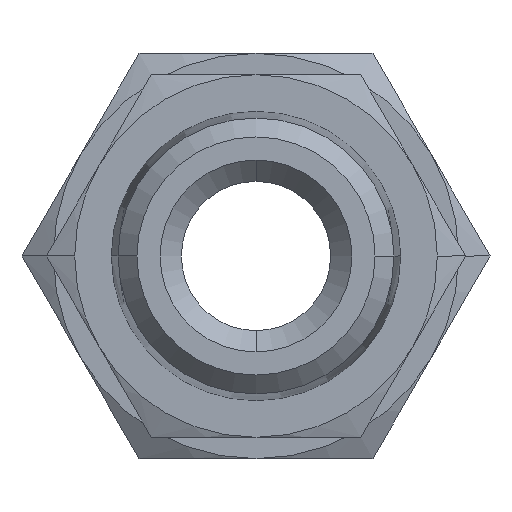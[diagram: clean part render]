
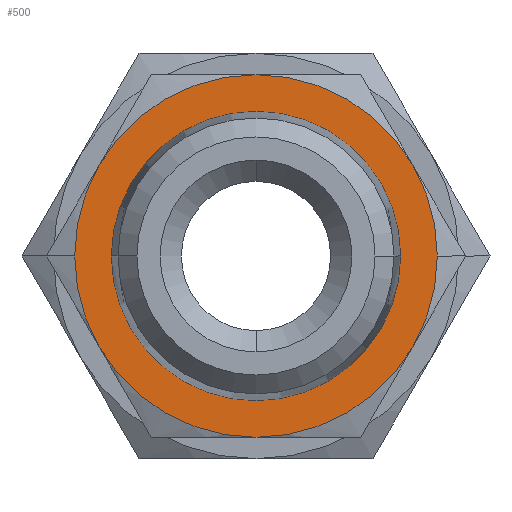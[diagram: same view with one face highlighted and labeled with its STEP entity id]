
A CAD part, front view. The second image highlights one B-rep face of the part: STEP entity #500.
In plain terms, the highlighted planar face has unit normal (0, -1, 0).
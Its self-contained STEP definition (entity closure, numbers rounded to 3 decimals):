
#500=ADVANCED_FACE('',(#1173,#1174),#1175,.F.);
#1173=FACE_OUTER_BOUND('',#2047,.T.);
#1174=FACE_BOUND('',#2048,.T.);
#1175=PLANE('',#2049);
#2047=EDGE_LOOP('',(#3396,#3397,#3398,#3399,#3400,#3401,#3402,#3403));
#2048=EDGE_LOOP('',(#3404,#3405));
#2049=AXIS2_PLACEMENT_3D('',#3406,#3407,#3408);
#3396=ORIENTED_EDGE('',*,*,#5605,.T.);
#3397=ORIENTED_EDGE('',*,*,#5606,.T.);
#3398=ORIENTED_EDGE('',*,*,#5607,.T.);
#3399=ORIENTED_EDGE('',*,*,#5431,.T.);
#3400=ORIENTED_EDGE('',*,*,#5608,.T.);
#3401=ORIENTED_EDGE('',*,*,#5609,.T.);
#3402=ORIENTED_EDGE('',*,*,#5610,.T.);
#3403=ORIENTED_EDGE('',*,*,#5611,.T.);
#3404=ORIENTED_EDGE('',*,*,#5459,.F.);
#3405=ORIENTED_EDGE('',*,*,#5612,.F.);
#3406=CARTESIAN_POINT('',(0.0,0.0,0.0));
#3407=DIRECTION('',(0.0,1.0,0.0));
#3408=DIRECTION('',(1.0,0.0,-0.0));
#5431=EDGE_CURVE('',#6618,#6619,#6620,.T.);
#5459=EDGE_CURVE('',#6660,#6662,#6663,.T.);
#5605=EDGE_CURVE('',#6897,#6898,#6899,.T.);
#5606=EDGE_CURVE('',#6898,#6803,#6900,.T.);
#5607=EDGE_CURVE('',#6803,#6618,#6901,.T.);
#5608=EDGE_CURVE('',#6619,#6902,#6903,.T.);
#5609=EDGE_CURVE('',#6902,#6904,#6905,.T.);
#5610=EDGE_CURVE('',#6904,#6906,#6907,.T.);
#5611=EDGE_CURVE('',#6906,#6897,#6908,.T.);
#5612=EDGE_CURVE('',#6662,#6660,#6909,.T.);
#6618=VERTEX_POINT('',#8268);
#6619=VERTEX_POINT('',#8269);
#6620=CIRCLE('',#8270,8.5);
#6660=VERTEX_POINT('',#8341);
#6662=VERTEX_POINT('',#8344);
#6663=CIRCLE('',#8345,6.78);
#6803=VERTEX_POINT('',#8576);
#6897=VERTEX_POINT('',#8734);
#6898=VERTEX_POINT('',#8735);
#6899=CIRCLE('',#8736,8.5);
#6900=CIRCLE('',#8737,8.5);
#6901=CIRCLE('',#8738,8.5);
#6902=VERTEX_POINT('',#8739);
#6903=CIRCLE('',#8740,8.5);
#6904=VERTEX_POINT('',#8741);
#6905=CIRCLE('',#8742,8.5);
#6906=VERTEX_POINT('',#8743);
#6907=CIRCLE('',#8744,8.5);
#6908=CIRCLE('',#8745,8.5);
#6909=CIRCLE('',#8746,6.78);
#8268=CARTESIAN_POINT('',(0.,0.0,-8.5));
#8269=CARTESIAN_POINT('',(7.361,0.0,-4.25));
#8270=AXIS2_PLACEMENT_3D('',#10283,#10284,#10285);
#8341=CARTESIAN_POINT('',(6.78,0.0,0.0));
#8344=CARTESIAN_POINT('',(-6.78,0.0,0.));
#8345=AXIS2_PLACEMENT_3D('',#10312,#10313,#10314);
#8576=CARTESIAN_POINT('',(-7.361,0.0,-4.25));
#8734=CARTESIAN_POINT('',(-7.361,0.0,4.25));
#8735=CARTESIAN_POINT('',(-8.5,0.0,0.));
#8736=AXIS2_PLACEMENT_3D('',#10482,#10483,#10484);
#8737=AXIS2_PLACEMENT_3D('',#10485,#10486,#10487);
#8738=AXIS2_PLACEMENT_3D('',#10488,#10489,#10490);
#8739=CARTESIAN_POINT('',(8.5,0.0,0.));
#8740=AXIS2_PLACEMENT_3D('',#10491,#10492,#10493);
#8741=CARTESIAN_POINT('',(7.361,0.0,4.25));
#8742=AXIS2_PLACEMENT_3D('',#10494,#10495,#10496);
#8743=CARTESIAN_POINT('',(0.,0.0,8.5));
#8744=AXIS2_PLACEMENT_3D('',#10497,#10498,#10499);
#8745=AXIS2_PLACEMENT_3D('',#10500,#10501,#10502);
#8746=AXIS2_PLACEMENT_3D('',#10503,#10504,#10505);
#10283=CARTESIAN_POINT('',(0.0,0.0,0.0));
#10284=DIRECTION('',(0.0,-1.0,-0.0));
#10285=DIRECTION('',(0.,0.0,-1.0));
#10312=CARTESIAN_POINT('',(0.,0.0,0.0));
#10313=DIRECTION('',(0.0,-1.0,0.0));
#10314=DIRECTION('',(1.0,0.0,0.0));
#10482=CARTESIAN_POINT('',(0.0,0.0,0.0));
#10483=DIRECTION('',(0.0,-1.0,0.0));
#10484=DIRECTION('',(-0.866,0.0,0.5));
#10485=CARTESIAN_POINT('',(0.0,0.0,0.0));
#10486=DIRECTION('',(0.0,-1.0,0.0));
#10487=DIRECTION('',(-0.866,0.0,0.5));
#10488=CARTESIAN_POINT('',(0.0,0.0,0.0));
#10489=DIRECTION('',(0.0,-1.0,-0.0));
#10490=DIRECTION('',(-0.866,0.0,-0.5));
#10491=CARTESIAN_POINT('',(0.0,0.0,0.0));
#10492=DIRECTION('',(0.0,-1.0,0.0));
#10493=DIRECTION('',(0.866,0.0,-0.5));
#10494=CARTESIAN_POINT('',(0.0,0.0,0.0));
#10495=DIRECTION('',(0.0,-1.0,0.0));
#10496=DIRECTION('',(0.866,0.0,-0.5));
#10497=CARTESIAN_POINT('',(0.0,0.0,0.0));
#10498=DIRECTION('',(0.0,-1.0,0.0));
#10499=DIRECTION('',(0.866,0.0,0.5));
#10500=CARTESIAN_POINT('',(0.0,0.0,0.0));
#10501=DIRECTION('',(0.0,-1.0,0.0));
#10502=DIRECTION('',(0.,0.0,1.0));
#10503=CARTESIAN_POINT('',(0.,0.0,0.0));
#10504=DIRECTION('',(0.0,-1.0,0.0));
#10505=DIRECTION('',(1.0,0.0,0.0));
